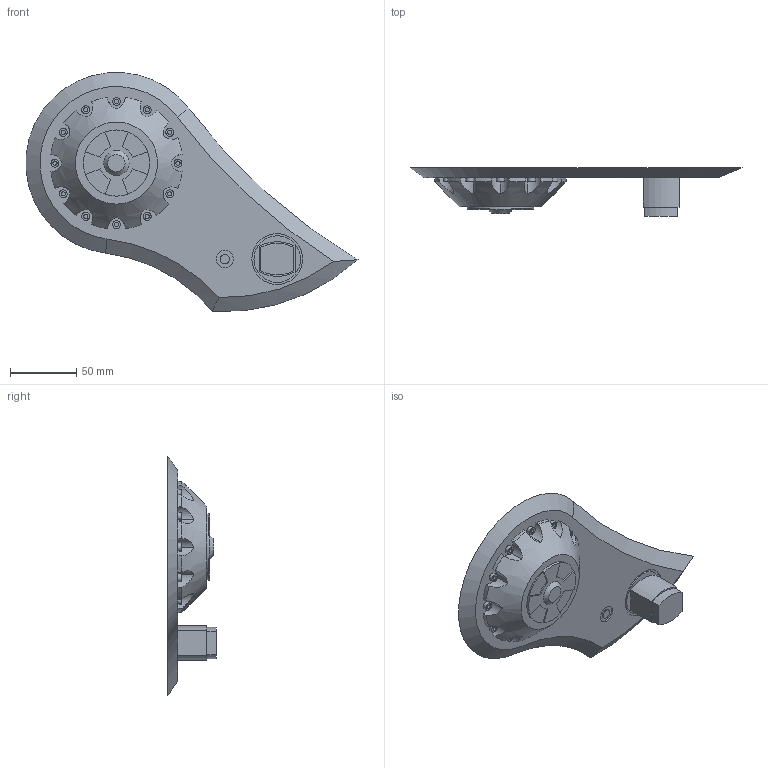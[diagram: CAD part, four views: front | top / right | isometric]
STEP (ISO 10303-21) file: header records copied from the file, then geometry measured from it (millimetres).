
FILE_DESCRIPTION(/* description */ (''),/* implementation_level */ '2;1');
FILE_NAME(/* name */ '5f02fc56ca10411899473ac9',/* time_stamp */ '2020-07-06T10:26:32+00:00',/* author */ (''),/* organization */ (''),/* preprocessor_version */ 'ST-DEVELOPER v16.7',/* originating_system */ $,/* authorisation */ $);
FILE_SCHEMA (('AUTOMOTIVE_DESIGN {1 0 10303 214 3 1 1}'));
Length unit declared in the file: metre
Products named in the file (1): Jaw 1
Bounding box: 250.69 x 36.5 x 180.34 mm (x, y, z)
Volume: 300139.1 mm3; surface area: 60091.7 mm2
Topology: 1 solids, 1 shells, 130 faces, 284 edges, 189 vertices
Faces by surface type: cylinder 73, plane 51, cone 6
Full cylindrical faces by diameter (mm): 3.2 x12, 6 x12, 7 x1, 13 x1, 35.174 x1, 38.347 x1, 50 x1
Entity records: 3584 total; most frequent: CARTESIAN_POINT 721, DIRECTION 628, ORIENTED_EDGE 504, AXIS2_PLACEMENT_3D 271, EDGE_CURVE 252, EDGE_LOOP 194, FACE_BOUND 194, VERTEX_POINT 188
